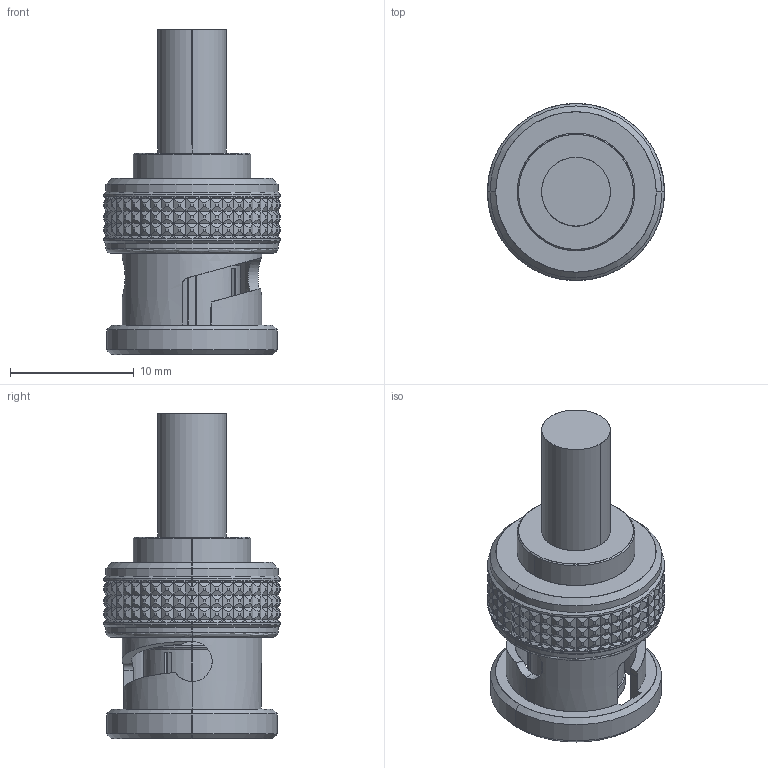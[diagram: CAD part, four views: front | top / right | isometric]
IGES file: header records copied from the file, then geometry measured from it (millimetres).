
Start section: SolidWorks IGES file using analytic representation for surfaces
Global section: file name: R142.081.320F.IGS; native system: SolidWorks 2014; preprocessor: SolidWorks 2014; author: RAYMOND_G; date: 141212.142624; units: millimetre
Bounding box: 14.3 x 14.3 x 26.3 mm (x, y, z)
Surface area: 1917.6 mm2 (no closed solid volume)
Topology: 0 solids, 0 shells, 1141 faces, 5876 edges, 5832 vertices
Faces by surface type: bspline 603, revolution 538
